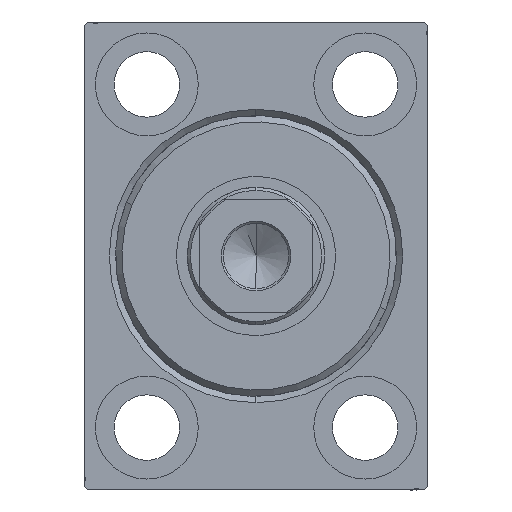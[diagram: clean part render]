
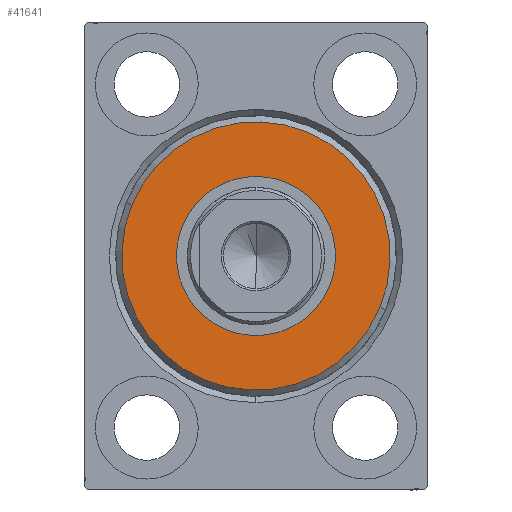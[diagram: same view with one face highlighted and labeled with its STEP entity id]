
A CAD part, left-side view. The second image highlights one B-rep face of the part: STEP entity #41641.
In plain terms, the highlighted face is planar.
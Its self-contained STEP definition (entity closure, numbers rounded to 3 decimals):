
#924 = CARTESIAN_POINT ( 'NONE',  ( 3., 0., 12.75 ) ) ;
#1091 = AXIS2_PLACEMENT_3D ( 'NONE', #2489, #16026, #36316 ) ;
#1430 = AXIS2_PLACEMENT_3D ( 'NONE', #28899, #11766, #5446 ) ;
#1905 = AXIS2_PLACEMENT_3D ( 'NONE', #23794, #9817, #20625 ) ;
#2489 = CARTESIAN_POINT ( 'NONE',  ( 3., 0., 0. ) ) ;
#3457 = ORIENTED_EDGE ( 'NONE', *, *, #24826, .T. ) ;
#3989 = CIRCLE ( 'NONE', #1091, 12.75 ) ;
#4040 = EDGE_LOOP ( 'NONE', ( #3457, #24742 ) ) ;
#4462 = EDGE_CURVE ( 'NONE', #24589, #21639, #38868, .T. ) ;
#5446 = DIRECTION ( 'NONE',  ( 0., 0., -1. ) ) ;
#6438 = CARTESIAN_POINT ( 'NONE',  ( 3., 0., -21.5 ) ) ;
#7394 = CARTESIAN_POINT ( 'NONE',  ( 3., 0., 0. ) ) ;
#7493 = ORIENTED_EDGE ( 'NONE', *, *, #34892, .T. ) ;
#9817 = DIRECTION ( 'NONE',  ( 1., 0., 0. ) ) ;
#10168 = EDGE_LOOP ( 'NONE', ( #33567, #7493 ) ) ;
#11355 = DIRECTION ( 'NONE',  ( 1., 0., 0. ) ) ;
#11766 = DIRECTION ( 'NONE',  ( -1., 0., 0. ) ) ;
#11800 = DIRECTION ( 'NONE',  ( 0., 0., -1. ) ) ;
#15238 = CARTESIAN_POINT ( 'NONE',  ( 3., 0., 21.5 ) ) ;
#16026 = DIRECTION ( 'NONE',  ( -1., 0., 0. ) ) ;
#18473 = CIRCLE ( 'NONE', #1905, 21.5 ) ;
#19814 = AXIS2_PLACEMENT_3D ( 'NONE', #42704, #11355, #11800 ) ;
#20625 = DIRECTION ( 'NONE',  ( 0., 0., -1. ) ) ;
#21639 = VERTEX_POINT ( 'NONE', #924 ) ;
#23794 = CARTESIAN_POINT ( 'NONE',  ( 3., 0., 0. ) ) ;
#24589 = VERTEX_POINT ( 'NONE', #33666 ) ;
#24742 = ORIENTED_EDGE ( 'NONE', *, *, #4462, .T. ) ;
#24826 = EDGE_CURVE ( 'NONE', #21639, #24589, #3989, .T. ) ;
#25418 = DIRECTION ( 'NONE',  ( 1., 0., 0. ) ) ;
#27473 = VERTEX_POINT ( 'NONE', #6438 ) ;
#28130 = FACE_BOUND ( 'NONE', #4040, .T. ) ;
#28350 = PLANE ( 'NONE',  #43651 ) ;
#28899 = CARTESIAN_POINT ( 'NONE',  ( 3., 0., 0. ) ) ;
#31954 = FACE_OUTER_BOUND ( 'NONE', #10168, .T. ) ;
#33567 = ORIENTED_EDGE ( 'NONE', *, *, #43388, .T. ) ;
#33666 = CARTESIAN_POINT ( 'NONE',  ( 3., 0., -12.75 ) ) ;
#34892 = EDGE_CURVE ( 'NONE', #27473, #37951, #35633, .T. ) ;
#35633 = CIRCLE ( 'NONE', #19814, 21.5 ) ;
#36316 = DIRECTION ( 'NONE',  ( 0., 0., -1. ) ) ;
#37951 = VERTEX_POINT ( 'NONE', #15238 ) ;
#38868 = CIRCLE ( 'NONE', #1430, 12.75 ) ;
#41641 = ADVANCED_FACE ( 'NONE', ( #31954, #28130 ), #28350, .T. ) ;
#42704 = CARTESIAN_POINT ( 'NONE',  ( 3., 0., 0. ) ) ;
#42802 = DIRECTION ( 'NONE',  ( 0., 0., -1. ) ) ;
#43388 = EDGE_CURVE ( 'NONE', #37951, #27473, #18473, .T. ) ;
#43651 = AXIS2_PLACEMENT_3D ( 'NONE', #7394, #25418, #42802 ) ;
